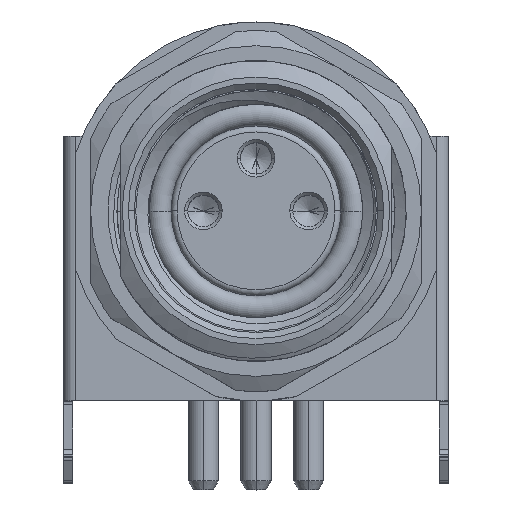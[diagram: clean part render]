
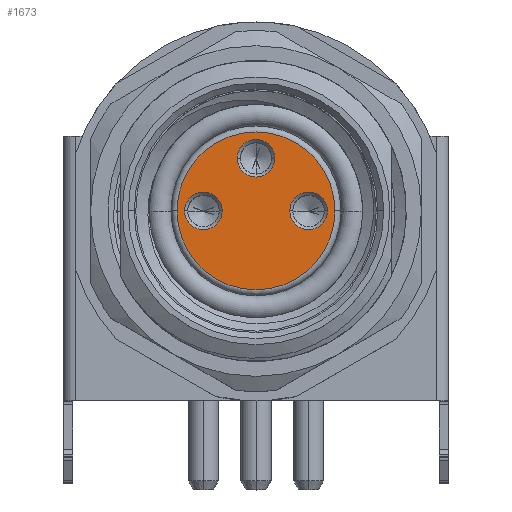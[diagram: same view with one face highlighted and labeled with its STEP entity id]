
A CAD part, top view. The second image highlights one B-rep face of the part: STEP entity #1673.
In plain terms, the highlighted planar face has unit normal (0, 0, 1).
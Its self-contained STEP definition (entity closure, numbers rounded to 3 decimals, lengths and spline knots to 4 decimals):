
#1=CARTESIAN_POINT('',(1.75,0.,11.8));
#2=DIRECTION('',(0.,0.,-1.));
#3=DIRECTION('',(1.,0.,0.));
#4=AXIS2_PLACEMENT_3D('',#1,#2,#3);
#6=CARTESIAN_POINT('',(1.75,0.,11.8));
#7=DIRECTION('',(0.,0.,-1.));
#8=DIRECTION('',(-1.,0.,0.));
#9=AXIS2_PLACEMENT_3D('',#6,#7,#8);
#11=CARTESIAN_POINT('',(0.,1.75,11.8));
#12=DIRECTION('',(0.,0.,-1.));
#13=DIRECTION('',(-1.,0.,0.));
#14=AXIS2_PLACEMENT_3D('',#11,#12,#13);
#16=CARTESIAN_POINT('',(0.,1.75,11.8));
#17=DIRECTION('',(0.,0.,-1.));
#18=DIRECTION('',(1.,0.,0.));
#19=AXIS2_PLACEMENT_3D('',#16,#17,#18);
#21=CARTESIAN_POINT('',(-1.75,0.,11.8));
#22=DIRECTION('',(0.,0.,-1.));
#23=DIRECTION('',(1.,0.,0.));
#24=AXIS2_PLACEMENT_3D('',#21,#22,#23);
#26=CARTESIAN_POINT('',(-1.75,0.,11.8));
#27=DIRECTION('',(0.,0.,-1.));
#28=DIRECTION('',(-1.,0.,0.));
#29=AXIS2_PLACEMENT_3D('',#26,#27,#28);
#31=CARTESIAN_POINT('',(0.,0.,11.8));
#32=DIRECTION('',(0.,0.,1.));
#33=DIRECTION('',(-1.,0.,0.));
#34=AXIS2_PLACEMENT_3D('',#31,#32,#33);
#36=CARTESIAN_POINT('',(0.,0.,11.8));
#37=DIRECTION('',(0.,0.,1.));
#38=DIRECTION('',(1.,0.,0.));
#39=AXIS2_PLACEMENT_3D('',#36,#37,#38);
#1284=CARTESIAN_POINT('',(2.375,0.,11.8));
#1285=CARTESIAN_POINT('',(1.125,0.,11.8));
#1286=VERTEX_POINT('',#1284);
#1287=VERTEX_POINT('',#1285);
#1292=CARTESIAN_POINT('',(-0.625,1.75,11.8));
#1293=CARTESIAN_POINT('',(0.625,1.75,11.8));
#1294=VERTEX_POINT('',#1292);
#1295=VERTEX_POINT('',#1293);
#1300=CARTESIAN_POINT('',(-1.125,0.,11.8));
#1301=CARTESIAN_POINT('',(-2.375,0.,11.8));
#1302=VERTEX_POINT('',#1300);
#1303=VERTEX_POINT('',#1301);
#1308=CARTESIAN_POINT('',(-2.625,0.,11.8));
#1309=CARTESIAN_POINT('',(2.625,0.,11.8));
#1310=VERTEX_POINT('',#1308);
#1311=VERTEX_POINT('',#1309);
#1644=CARTESIAN_POINT('',(0.,0.,11.8));
#1645=DIRECTION('',(0.,0.,1.));
#1646=DIRECTION('',(-1.,0.,0.));
#1647=AXIS2_PLACEMENT_3D('',#1644,#1645,#1646);
#1648=PLANE('',#1647);
#1650=ORIENTED_EDGE('',*,*,#1649,.F.);
#1652=ORIENTED_EDGE('',*,*,#1651,.F.);
#1653=EDGE_LOOP('',(#1650,#1652));
#1654=FACE_OUTER_BOUND('',#1653,.F.);
#1656=ORIENTED_EDGE('',*,*,#1655,.F.);
#1658=ORIENTED_EDGE('',*,*,#1657,.F.);
#1659=EDGE_LOOP('',(#1656,#1658));
#1660=FACE_BOUND('',#1659,.F.);
#1662=ORIENTED_EDGE('',*,*,#1661,.F.);
#1664=ORIENTED_EDGE('',*,*,#1663,.F.);
#1665=EDGE_LOOP('',(#1662,#1664));
#1666=FACE_BOUND('',#1665,.F.);
#1668=ORIENTED_EDGE('',*,*,#1667,.F.);
#1670=ORIENTED_EDGE('',*,*,#1669,.F.);
#1671=EDGE_LOOP('',(#1668,#1670));
#1672=FACE_BOUND('',#1671,.F.);
#5=CIRCLE('',#4,0.625);
#10=CIRCLE('',#9,0.625);
#15=CIRCLE('',#14,0.625);
#20=CIRCLE('',#19,0.625);
#25=CIRCLE('',#24,0.625);
#30=CIRCLE('',#29,0.625);
#35=CIRCLE('',#34,2.625);
#40=CIRCLE('',#39,2.625);
#1649=EDGE_CURVE('',#1310,#1311,#35,.T.);
#1651=EDGE_CURVE('',#1311,#1310,#40,.T.);
#1655=EDGE_CURVE('',#1294,#1295,#15,.T.);
#1657=EDGE_CURVE('',#1295,#1294,#20,.T.);
#1661=EDGE_CURVE('',#1302,#1303,#25,.T.);
#1663=EDGE_CURVE('',#1303,#1302,#30,.T.);
#1667=EDGE_CURVE('',#1286,#1287,#5,.T.);
#1669=EDGE_CURVE('',#1287,#1286,#10,.T.);
#1673=ADVANCED_FACE('',(#1654,#1660,#1666,#1672),#1648,.T.);
